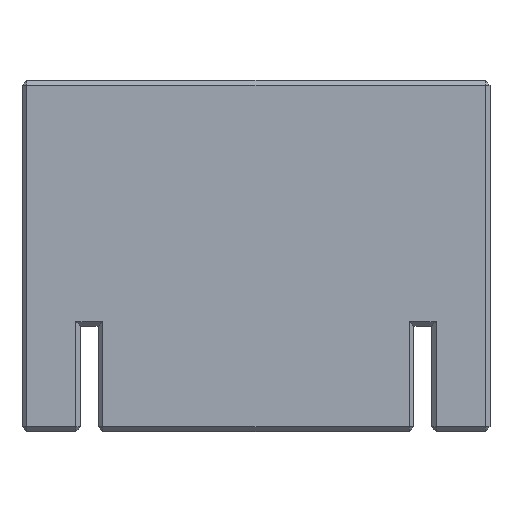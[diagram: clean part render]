
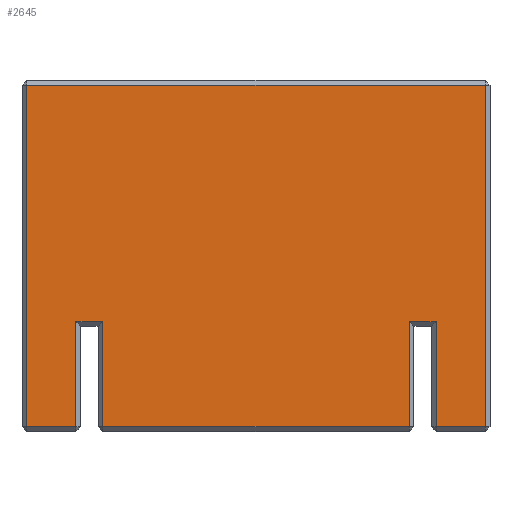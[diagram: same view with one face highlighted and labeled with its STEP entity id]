
A CAD part, front view. The second image highlights one B-rep face of the part: STEP entity #2645.
In plain terms, the highlighted planar face has unit normal (0, -1, 0).
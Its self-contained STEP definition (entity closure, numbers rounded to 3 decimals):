
#169 = ORIENTED_EDGE ( 'NONE', *, *, #3156, .T. ) ;
#295 = CARTESIAN_POINT ( 'NONE',  ( -13.1, -13.5, -24.6 ) ) ;
#406 = VERTEX_POINT ( 'NONE', #2994 ) ;
#457 = LINE ( 'NONE', #2000, #3115 ) ;
#506 = CARTESIAN_POINT ( 'NONE',  ( 19.6, -13.5, -24.6 ) ) ;
#562 = VERTEX_POINT ( 'NONE', #569 ) ;
#569 = CARTESIAN_POINT ( 'NONE',  ( -15.4, -13.5, -15.6 ) ) ;
#658 = EDGE_CURVE ( 'NONE', #562, #2283, #3262, .T. ) ;
#674 = ORIENTED_EDGE ( 'NONE', *, *, #1063, .T. ) ;
#747 = VECTOR ( 'NONE', #3128, 1000. ) ;
#749 = CARTESIAN_POINT ( 'NONE',  ( 15.4, -13.5, 5. ) ) ;
#818 = DIRECTION ( 'NONE',  ( 0., 0., 1. ) ) ;
#823 = DIRECTION ( 'NONE',  ( 0., 0., 1. ) ) ;
#834 = ORIENTED_EDGE ( 'NONE', *, *, #3849, .T. ) ;
#977 = CARTESIAN_POINT ( 'NONE',  ( 20., -13.5, -24.6 ) ) ;
#999 = EDGE_CURVE ( 'NONE', #2941, #1149, #1356, .T. ) ;
#1008 = CARTESIAN_POINT ( 'NONE',  ( -15.4, -13.5, 5. ) ) ;
#1033 = LINE ( 'NONE', #2226, #3226 ) ;
#1040 = EDGE_CURVE ( 'NONE', #2190, #406, #2896, .T. ) ;
#1045 = ORIENTED_EDGE ( 'NONE', *, *, #3709, .T. ) ;
#1055 = DIRECTION ( 'NONE',  ( 1., 0., 0. ) ) ;
#1063 = EDGE_CURVE ( 'NONE', #2283, #2800, #457, .T. ) ;
#1149 = VERTEX_POINT ( 'NONE', #3842 ) ;
#1189 = DIRECTION ( 'NONE',  ( 1., 0., 0. ) ) ;
#1250 = VERTEX_POINT ( 'NONE', #2895 ) ;
#1271 = CARTESIAN_POINT ( 'NONE',  ( 13.1, -13.5, 5. ) ) ;
#1287 = VECTOR ( 'NONE', #2471, 1000. ) ;
#1312 = CARTESIAN_POINT ( 'NONE',  ( 19.6, -13.5, 4.6 ) ) ;
#1353 = LINE ( 'NONE', #3739, #3795 ) ;
#1356 = LINE ( 'NONE', #749, #2959 ) ;
#1381 = PLANE ( 'NONE',  #2526 ) ;
#1431 = CARTESIAN_POINT ( 'NONE',  ( -20., -13.5, -15.6 ) ) ;
#1462 = VECTOR ( 'NONE', #823, 1000. ) ;
#1511 = EDGE_CURVE ( 'NONE', #2767, #3470, #1033, .T. ) ;
#1549 = VERTEX_POINT ( 'NONE', #1954 ) ;
#1592 = ORIENTED_EDGE ( 'NONE', *, *, #2282, .T. ) ;
#1645 = DIRECTION ( 'NONE',  ( 0., 0., -1. ) ) ;
#1676 = CARTESIAN_POINT ( 'NONE',  ( -13.1, -13.5, -15.6 ) ) ;
#1769 = CARTESIAN_POINT ( 'NONE',  ( 15.4, -13.5, -15.6 ) ) ;
#1790 = DIRECTION ( 'NONE',  ( 0., 0., 1. ) ) ;
#1810 = EDGE_LOOP ( 'NONE', ( #2002, #1592, #2844, #3185, #2446, #674, #834, #1045, #169, #3186, #1863, #3286 ) ) ;
#1863 = ORIENTED_EDGE ( 'NONE', *, *, #3712, .T. ) ;
#1953 = CARTESIAN_POINT ( 'NONE',  ( -19.6, -13.5, -24.6 ) ) ;
#1954 = CARTESIAN_POINT ( 'NONE',  ( 13.1, -13.5, -15.6 ) ) ;
#2000 = CARTESIAN_POINT ( 'NONE',  ( -13.1, -13.5, 5. ) ) ;
#2002 = ORIENTED_EDGE ( 'NONE', *, *, #1040, .T. ) ;
#2005 = EDGE_CURVE ( 'NONE', #3470, #562, #3370, .T. ) ;
#2083 = VECTOR ( 'NONE', #1790, 1000. ) ;
#2190 = VERTEX_POINT ( 'NONE', #1312 ) ;
#2226 = CARTESIAN_POINT ( 'NONE',  ( -15., -13.5, -24.6 ) ) ;
#2249 = DIRECTION ( 'NONE',  ( 0., 0., -1. ) ) ;
#2269 = LINE ( 'NONE', #2933, #1462 ) ;
#2282 = EDGE_CURVE ( 'NONE', #406, #2767, #1353, .T. ) ;
#2283 = VERTEX_POINT ( 'NONE', #1676 ) ;
#2354 = EDGE_CURVE ( 'NONE', #2685, #2190, #2269, .T. ) ;
#2434 = LINE ( 'NONE', #1271, #1287 ) ;
#2446 = ORIENTED_EDGE ( 'NONE', *, *, #658, .T. ) ;
#2471 = DIRECTION ( 'NONE',  ( 0., 0., 1. ) ) ;
#2512 = CARTESIAN_POINT ( 'NONE',  ( -20., -13.5, 4.6 ) ) ;
#2526 = AXIS2_PLACEMENT_3D ( 'NONE', #3451, #2849, #818 ) ;
#2529 = LINE ( 'NONE', #3455, #3532 ) ;
#2645 = ADVANCED_FACE ( 'NONE', ( #2795 ), #1381, .F. ) ;
#2685 = VERTEX_POINT ( 'NONE', #506 ) ;
#2767 = VERTEX_POINT ( 'NONE', #1953 ) ;
#2795 = FACE_OUTER_BOUND ( 'NONE', #1810, .T. ) ;
#2800 = VERTEX_POINT ( 'NONE', #295 ) ;
#2844 = ORIENTED_EDGE ( 'NONE', *, *, #1511, .T. ) ;
#2849 = DIRECTION ( 'NONE',  ( 0., 1., 0. ) ) ;
#2895 = CARTESIAN_POINT ( 'NONE',  ( 13.1, -13.5, -24.6 ) ) ;
#2896 = LINE ( 'NONE', #2512, #747 ) ;
#2908 = VECTOR ( 'NONE', #3375, 1000. ) ;
#2933 = CARTESIAN_POINT ( 'NONE',  ( 19.6, -13.5, 5. ) ) ;
#2941 = VERTEX_POINT ( 'NONE', #1769 ) ;
#2959 = VECTOR ( 'NONE', #3721, 1000. ) ;
#2965 = LINE ( 'NONE', #3869, #3695 ) ;
#2969 = DIRECTION ( 'NONE',  ( 1., 0., 0. ) ) ;
#2976 = CARTESIAN_POINT ( 'NONE',  ( -15.4, -13.5, -24.6 ) ) ;
#2994 = CARTESIAN_POINT ( 'NONE',  ( -19.6, -13.5, 4.6 ) ) ;
#3115 = VECTOR ( 'NONE', #1645, 1000. ) ;
#3128 = DIRECTION ( 'NONE',  ( -1., 0., 0. ) ) ;
#3156 = EDGE_CURVE ( 'NONE', #1549, #2941, #2965, .T. ) ;
#3162 = DIRECTION ( 'NONE',  ( 1., 0., 0. ) ) ;
#3185 = ORIENTED_EDGE ( 'NONE', *, *, #2005, .T. ) ;
#3186 = ORIENTED_EDGE ( 'NONE', *, *, #999, .T. ) ;
#3226 = VECTOR ( 'NONE', #1055, 1000. ) ;
#3262 = LINE ( 'NONE', #1431, #3772 ) ;
#3286 = ORIENTED_EDGE ( 'NONE', *, *, #2354, .T. ) ;
#3370 = LINE ( 'NONE', #1008, #2083 ) ;
#3375 = DIRECTION ( 'NONE',  ( 1., 0., 0. ) ) ;
#3451 = CARTESIAN_POINT ( 'NONE',  ( -20., -13.5, 5. ) ) ;
#3455 = CARTESIAN_POINT ( 'NONE',  ( 13.5, -13.5, -24.6 ) ) ;
#3470 = VERTEX_POINT ( 'NONE', #2976 ) ;
#3532 = VECTOR ( 'NONE', #3162, 1000. ) ;
#3659 = LINE ( 'NONE', #977, #2908 ) ;
#3695 = VECTOR ( 'NONE', #1189, 1000. ) ;
#3709 = EDGE_CURVE ( 'NONE', #1250, #1549, #2434, .T. ) ;
#3712 = EDGE_CURVE ( 'NONE', #1149, #2685, #3659, .T. ) ;
#3721 = DIRECTION ( 'NONE',  ( 0., 0., -1. ) ) ;
#3739 = CARTESIAN_POINT ( 'NONE',  ( -19.6, -13.5, 5. ) ) ;
#3772 = VECTOR ( 'NONE', #2969, 1000. ) ;
#3795 = VECTOR ( 'NONE', #2249, 1000. ) ;
#3842 = CARTESIAN_POINT ( 'NONE',  ( 15.4, -13.5, -24.6 ) ) ;
#3849 = EDGE_CURVE ( 'NONE', #2800, #1250, #2529, .T. ) ;
#3869 = CARTESIAN_POINT ( 'NONE',  ( -20., -13.5, -15.6 ) ) ;
